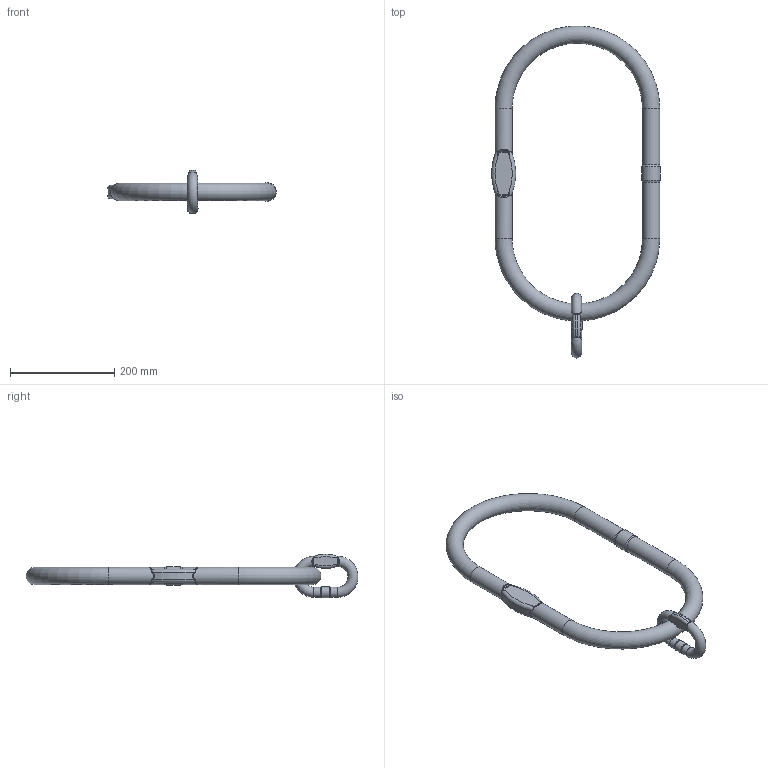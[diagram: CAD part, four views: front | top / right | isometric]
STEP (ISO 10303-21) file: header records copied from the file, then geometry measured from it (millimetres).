
FILE_DESCRIPTION(/* description */ (''),/* implementation_level */ '2;1');
FILE_NAME(/* name */ 'VSAW 1-10_13.stp',/* time_stamp */ '2013-11-19T14:02:36+01:00',/* author */ (''),/* organization */ (''),/* preprocessor_version */ 'ST-DEVELOPER v14',/* originating_system */ 'SIEMENS PLM Software NX 8.0',/* authorisation */ '');
FILE_SCHEMA (('AUTOMOTIVE_DESIGN { 1 0 10303 214 3 1 1 1 }'));
Length unit declared in the file: millimetre
Products named in the file (1): kse1B38169Fi2io
Bounding box: 323.78 x 636.93 x 83.59 mm (x, y, z)
Volume: 1289816.4 mm3; surface area: 163402.2 mm2
Topology: 2 solids, 2 shells, 92 faces, 238 edges, 138 vertices
Faces by surface type: bspline 40, cylinder 24, torus 12, plane 12, cone 4
Full cylindrical faces by diameter (mm): 19.5 x2, 20.962 x1, 33 x4, 35.475 x1
Entity records: 3786 total; most frequent: CARTESIAN_POINT 1973, ORIENTED_EDGE 412, DIRECTION 294, EDGE_CURVE 206, AXIS2_PLACEMENT_3D 135, VERTEX_POINT 130, EDGE_LOOP 108, B_SPLINE_CURVE_WITH_KNOTS 100
